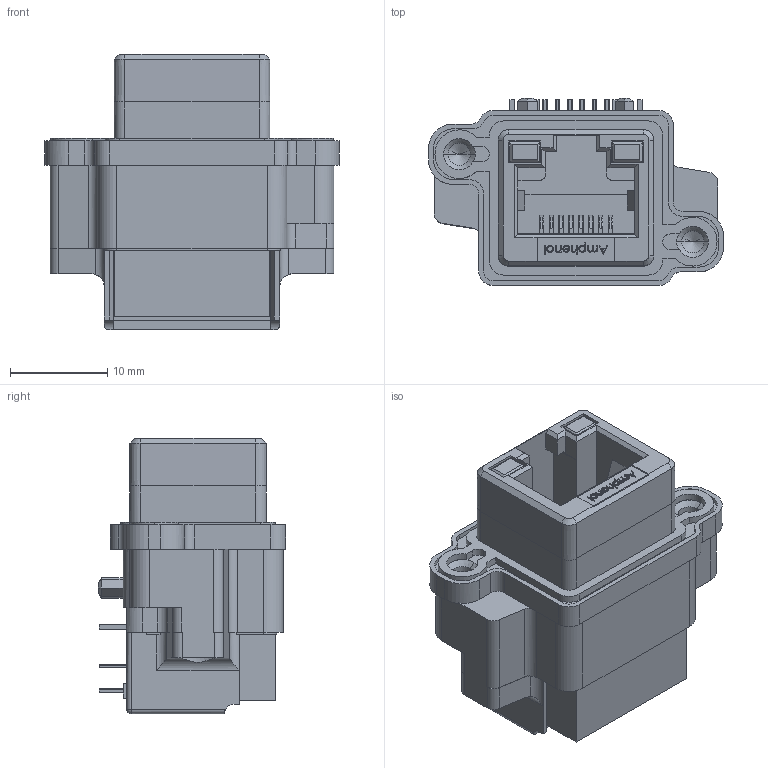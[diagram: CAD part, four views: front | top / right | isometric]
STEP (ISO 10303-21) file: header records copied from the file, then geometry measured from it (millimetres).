
FILE_DESCRIPTION(('FreeCAD Model'),'2;1');
FILE_NAME('Open CASCADE Shape Model','2025-05-15T19:25:02',(''),(''), 'Open CASCADE STEP processor 7.7','FreeCAD','Unknown');
FILE_SCHEMA(('AUTOMOTIVE_DESIGN { 1 0 10303 214 1 1 1 1 }'));
Length unit declared in the file: millimetre
Products named in the file (1): M-MRJR-538X-X1-REVT1
Bounding box: 30.3 x 19.24 x 28.32 mm (x, y, z)
Volume: 7242.7 mm3; surface area: 4476.5 mm2
Topology: 1 solids, 1 shells, 714 faces, 1925 edges, 1245 vertices
Faces by surface type: plane 432, cylinder 166, bspline 50, torus 48, cone 16, sphere 2
Entity records: 26530 total; most frequent: CARTESIAN_POINT 7056, ORIENTED_EDGE 3838, DIRECTION 3494, EDGE_CURVE 1919, LINE 1316, VECTOR 1316, VERTEX_POINT 1245, AXIS2_PLACEMENT_3D 1089
